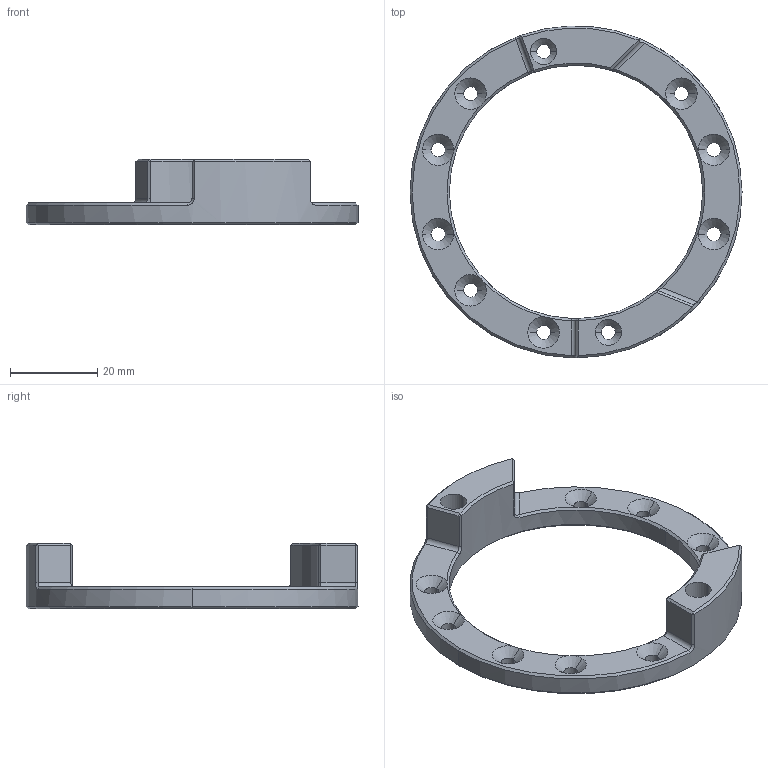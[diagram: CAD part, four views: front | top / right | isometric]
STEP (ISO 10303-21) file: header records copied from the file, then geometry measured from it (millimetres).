
FILE_DESCRIPTION (( 'STEP AP203' ), '1' );
FILE_NAME ('TA00-12-04-0005 衵苤虯狟癹弇.step', '2025-06-04T07:59:58', ( '' ), ( 'HP' ), 'SwSTEP 2.0', 'SolidWorks 2023', '' );
FILE_SCHEMA (( 'CONFIG_CONTROL_DESIGN' ));
Length unit declared in the file: millimetre
Products named in the file (1): TA00-12-04-0005 右小腿下限位
Bounding box: 76 x 76 x 15 mm (x, y, z)
Volume: 12521.6 mm3; surface area: 7618.2 mm2
Topology: 1 solids, 1 shells, 103 faces, 260 edges, 150 vertices
Faces by surface type: cone 34, cylinder 32, plane 29, bspline 8
Entity records: 4196 total; most frequent: CARTESIAN_POINT 1649, DIRECTION 522, ORIENTED_EDGE 520, EDGE_CURVE 260, AXIS2_PLACEMENT_3D 206, VERTEX_POINT 150, EDGE_LOOP 116, CIRCLE 110
